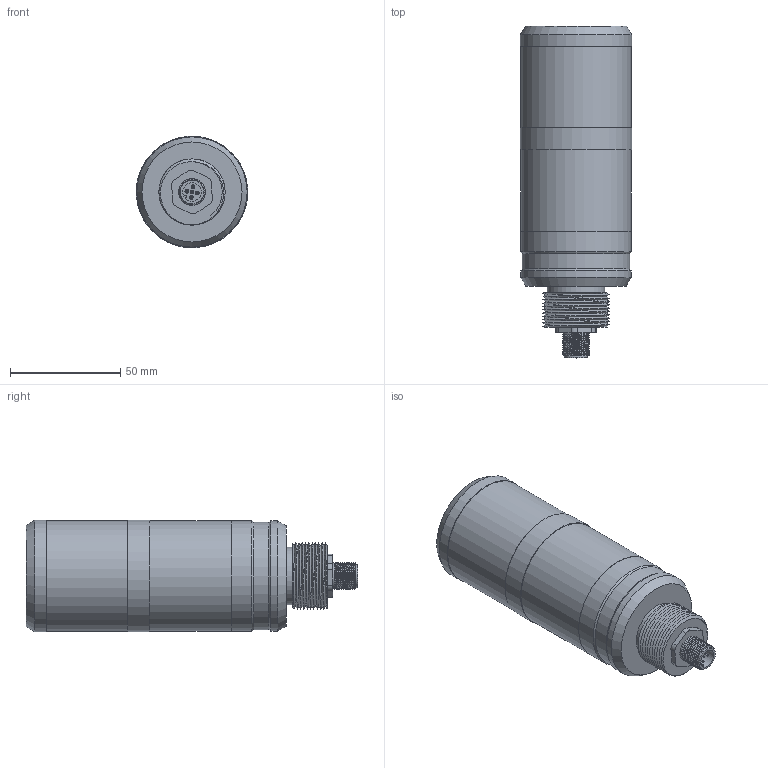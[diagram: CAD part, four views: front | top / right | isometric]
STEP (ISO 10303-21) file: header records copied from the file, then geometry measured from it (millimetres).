
FILE_DESCRIPTION(/* description */ (''),/* implementation_level */ '2;1');
FILE_NAME(/* name */ 'SBT-F-GYR-R50-2S-B5.stp',/* time_stamp */ '2024-10-29T12:41:53+01:00',/* author */ ('jw'),/* organization */ ('di-soric GmbH & Co. KG'),/* preprocessor_version */ 'ST-DEVELOPER v20',/* originating_system */ 'Autodesk Inventor 2025',/* authorisation */ '');
FILE_SCHEMA (('AUTOMOTIVE_DESIGN { 1 0 10303 214 3 1 1 }'));
Length unit declared in the file: millimetre
Products named in the file (1): SBT-F-GYR-R50-2S-B5
Bounding box: 50.6 x 150.6 x 50.6 mm (x, y, z)
Volume: 97115.4 mm3; surface area: 54481.3 mm2
Topology: 12 solids, 12 shells, 165 faces, 342 edges, 225 vertices
Faces by surface type: cylinder 90, plane 58, cone 9, bspline 7, torus 1
Full cylindrical faces by diameter (mm): 0.7 x5, 1.7 x5, 1.8 x4, 7.85 x1, 8.8 x1, 9.5 x1, 9.9 x2, 10.5 x1, 10.917 x1, 11 x16, 12 x17, 14.8 x1, 26 x1, 42.2 x1, 44.5 x2, 47.7 x4, 48.5 x4, 49 x1, 50 x4, 50.6 x2
Entity records: 23190 total; most frequent: CARTESIAN_POINT 19679, DIRECTION 689, ORIENTED_EDGE 684, EDGE_CURVE 342, AXIS2_PLACEMENT_3D 280, VERTEX_POINT 225, EDGE_LOOP 205, FACE_OUTER_BOUND 165
